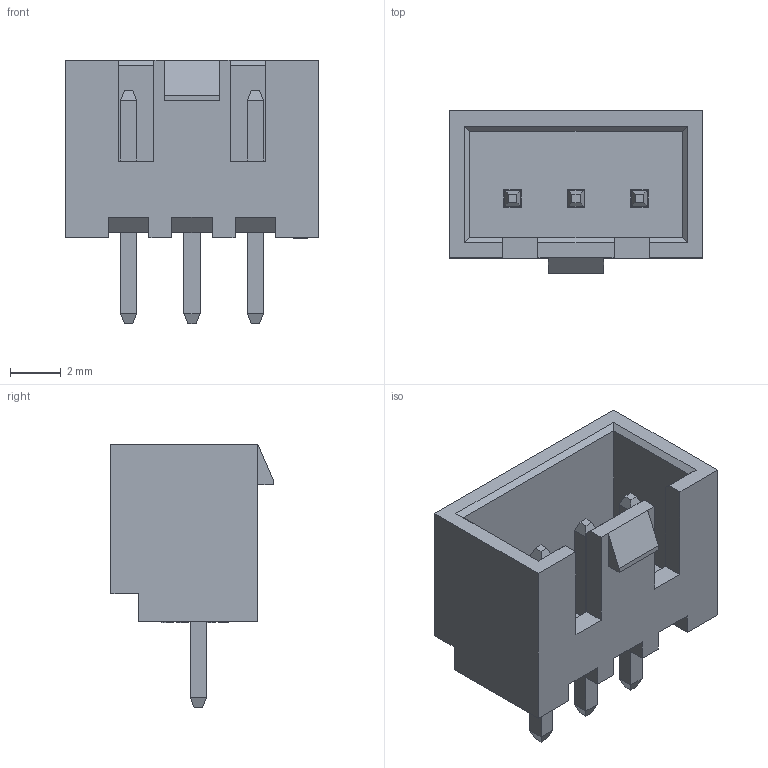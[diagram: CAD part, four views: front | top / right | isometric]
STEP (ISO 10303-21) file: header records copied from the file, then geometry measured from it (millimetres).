
FILE_DESCRIPTION(('STEP AP214'),'1');
FILE_NAME('CONN-TH_XHB-3A.stp','2021-08-18T18:24:07',(' '),(' '),'Spatial InterOp 3D',' ',' ');
FILE_SCHEMA(('AUTOMOTIVE_DESIGN { 1 0 10303 214 1 1 1 1 }'));
Length unit declared in the file: millimetre
Products named in the file (1): 11
Bounding box: 10 x 6.4 x 10.4 mm (x, y, z)
Volume: 191.7 mm3; surface area: 547.3 mm2
Topology: 4 solids, 4 shells, 205 faces, 540 edges, 350 vertices
Faces by surface type: plane 205
Entity records: 7829 total; most frequent: CARTESIAN_POINT 1097, ORIENTED_EDGE 1080, DIRECTION 954, EDGE_CURVE 540, LINE 540, VECTOR 540, VERTEX_POINT 350, EDGE_LOOP 218
